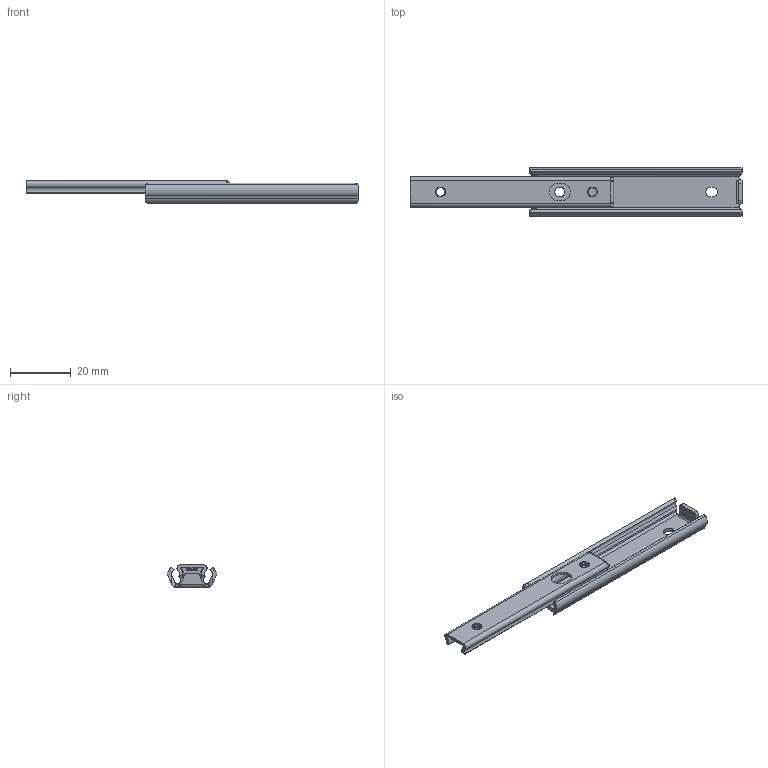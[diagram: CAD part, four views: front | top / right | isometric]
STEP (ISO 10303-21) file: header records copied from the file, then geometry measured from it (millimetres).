
FILE_DESCRIPTION (( 'STEP AP203' ), '1' );
FILE_NAME ('U1621-70.STEP', '2020-06-05T04:39:12', ( '' ), ( '' ), 'SwSTEP 2.0', 'SolidWorks 2019', '' );
FILE_SCHEMA (( 'CONFIG_CONTROL_DESIGN' ));
Length unit declared in the file: millimetre
Products named in the file (3): U1621-70 OM; U1621-70 IM; U1621-70
Assembly tree (2 placements, depth 2):
  U1621-70
    U1621-70 OM
    U1621-70 IM
Bounding box: 109.3 x 16 x 7.5 mm (x, y, z)
Volume: 3095.5 mm3; surface area: 6034.3 mm2
Topology: 2 solids, 2 shells, 183 faces, 521 edges, 344 vertices
Faces by surface type: cylinder 92, plane 73, torus 12, bspline 6
Entity records: 8250 total; most frequent: CARTESIAN_POINT 3365, ORIENTED_EDGE 1042, DIRECTION 897, EDGE_CURVE 521, VERTEX_POINT 344, AXIS2_PLACEMENT_3D 328, VECTOR 241, LINE 241
